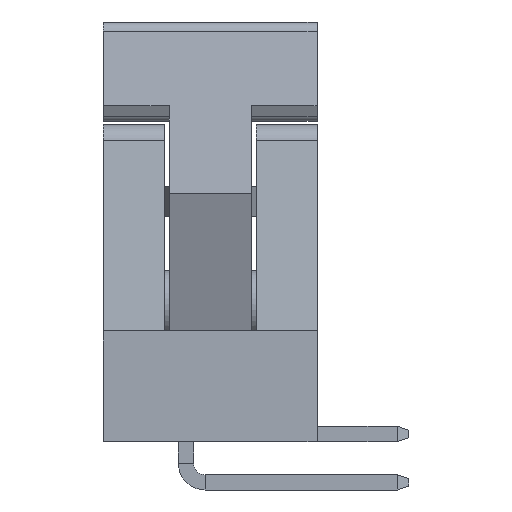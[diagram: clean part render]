
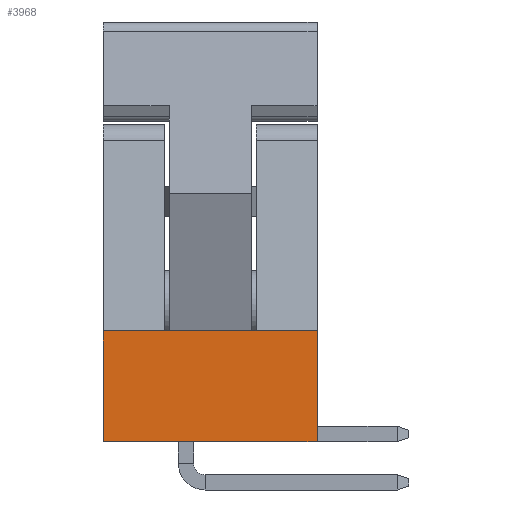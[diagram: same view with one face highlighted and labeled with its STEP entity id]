
A CAD part, left-side view. The second image highlights one B-rep face of the part: STEP entity #3968.
In plain terms, the highlighted planar face has unit normal (-1, 0, 0).
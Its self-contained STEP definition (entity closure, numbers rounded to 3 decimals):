
#3913=CARTESIAN_POINT('',(-14.87,0.,-0.151));
#3914=DIRECTION('',(0.,-1.,0.));
#3915=DIRECTION('',(-1.,0.,0.));
#3916=AXIS2_PLACEMENT_3D('',#3913,#3915,#3914);
#3917=PLANE('',#3916);
#3918=CARTESIAN_POINT('',(-14.87,2.8,-4.301));
#3919=VERTEX_POINT('',#3918);
#3920=CARTESIAN_POINT('',(-14.87,-2.8,-4.301));
#3921=VERTEX_POINT('',#3920);
#3922=CARTESIAN_POINT('',(-14.87,2.8,-4.301));
#3923=DIRECTION('',(0.,-1.,0.));
#3924=VECTOR('',#3923,5.6);
#3925=LINE('',#3922,#3924);
#3926=EDGE_CURVE('',#3919,#3921,#3925,.T.);
#3927=ORIENTED_EDGE('',*,*,#3926,.T.);
#3928=CARTESIAN_POINT('',(-14.87,-2.8,-1.401));
#3929=VERTEX_POINT('',#3928);
#3930=CARTESIAN_POINT('',(-14.87,-2.8,-4.301));
#3931=DIRECTION('',(0.,0.,1.));
#3932=VECTOR('',#3931,2.9);
#3933=LINE('',#3930,#3932);
#3934=EDGE_CURVE('',#3921,#3929,#3933,.T.);
#3935=ORIENTED_EDGE('',*,*,#3934,.T.);
#3936=CARTESIAN_POINT('',(-14.87,-1.2,-1.401));
#3937=VERTEX_POINT('',#3936);
#3938=CARTESIAN_POINT('',(-14.87,-2.8,-1.401));
#3939=DIRECTION('',(0.,1.,0.));
#3940=VECTOR('',#3939,1.6);
#3941=LINE('',#3938,#3940);
#3942=EDGE_CURVE('',#3929,#3937,#3941,.T.);
#3943=ORIENTED_EDGE('',*,*,#3942,.T.);
#3944=CARTESIAN_POINT('',(-14.87,1.2,-1.401));
#3945=VERTEX_POINT('',#3944);
#3946=CARTESIAN_POINT('',(-14.87,-1.2,-1.401));
#3947=DIRECTION('',(0.,1.,0.));
#3948=VECTOR('',#3947,2.4);
#3949=LINE('',#3946,#3948);
#3950=EDGE_CURVE('',#3937,#3945,#3949,.T.);
#3951=ORIENTED_EDGE('',*,*,#3950,.T.);
#3952=CARTESIAN_POINT('',(-14.87,2.8,-1.401));
#3953=VERTEX_POINT('',#3952);
#3954=CARTESIAN_POINT('',(-14.87,1.2,-1.401));
#3955=DIRECTION('',(0.,1.,0.));
#3956=VECTOR('',#3955,1.6);
#3957=LINE('',#3954,#3956);
#3958=EDGE_CURVE('',#3945,#3953,#3957,.T.);
#3959=ORIENTED_EDGE('',*,*,#3958,.T.);
#3960=CARTESIAN_POINT('',(-14.87,2.8,-1.401));
#3961=DIRECTION('',(0.,0.,-1.));
#3962=VECTOR('',#3961,2.9);
#3963=LINE('',#3960,#3962);
#3964=EDGE_CURVE('',#3953,#3919,#3963,.T.);
#3965=ORIENTED_EDGE('',*,*,#3964,.T.);
#3966=EDGE_LOOP('',(#3927,#3935,#3943,#3951,#3959,#3965));
#3967=FACE_OUTER_BOUND('',#3966,.T.);
#3968=ADVANCED_FACE('',(#3967),#3917,.T.);
